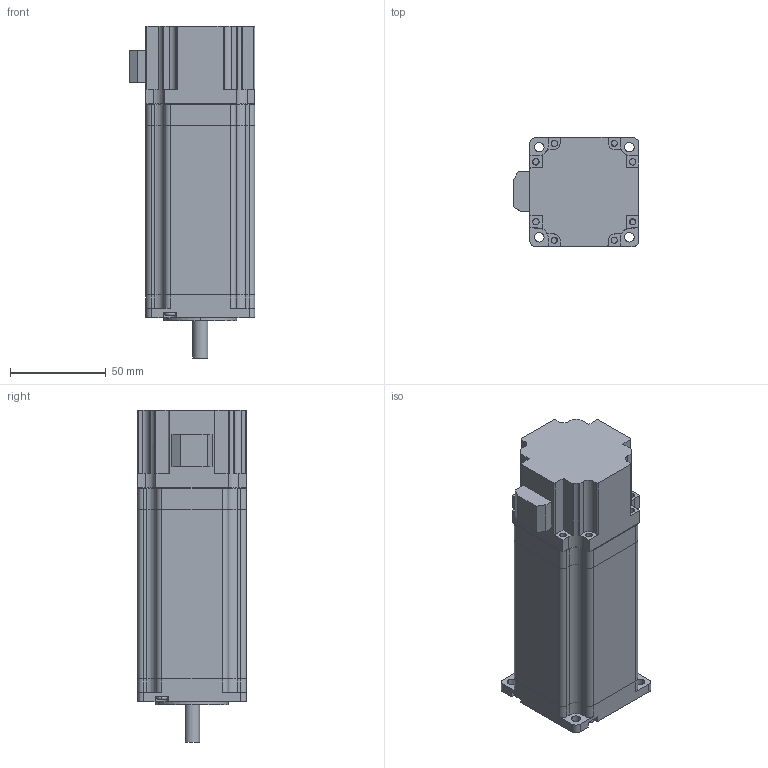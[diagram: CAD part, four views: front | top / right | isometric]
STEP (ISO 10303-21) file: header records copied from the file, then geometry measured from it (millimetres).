
FILE_DESCRIPTION (( 'STEP AP214' ), '1' );
FILE_NAME ('57HS11242B4D8-SC.STEP', '2024-01-25T02:00:39', ( '' ), ( '' ), 'SwSTEP 2.0', 'SolidWorks 2021', '' );
FILE_SCHEMA (( 'AUTOMOTIVE_DESIGN' ));
Length unit declared in the file: millimetre
Products named in the file (7): 57HS11242B4D8-SC; 57__112.STEP; 57HS11242A4D8.STEP; M3x105.STEP; 57__8.STEP; 57____.STEP; 57价陬
Assembly tree (9 placements, depth 3):
  57HS11242B4D8-SC
    57价陬
    57HS11242A4D8.STEP
      57____.STEP
      57__112.STEP
      57__8.STEP
      M3x105.STEP  x4
Bounding box: 65.7 x 57 x 173.7 mm (x, y, z)
Volume: 427743.6 mm3; surface area: 67090.6 mm2
Topology: 8 solids, 8 shells, 386 faces, 1016 edges, 660 vertices
Faces by surface type: cylinder 182, plane 158, torus 30, cone 8, bspline 8
Entity records: 9998 total; most frequent: DIRECTION 1798, CARTESIAN_POINT 1690, ORIENTED_EDGE 1630, EDGE_CURVE 815, AXIS2_PLACEMENT_3D 670, VERTEX_POINT 528, LINE 458, VECTOR 458
